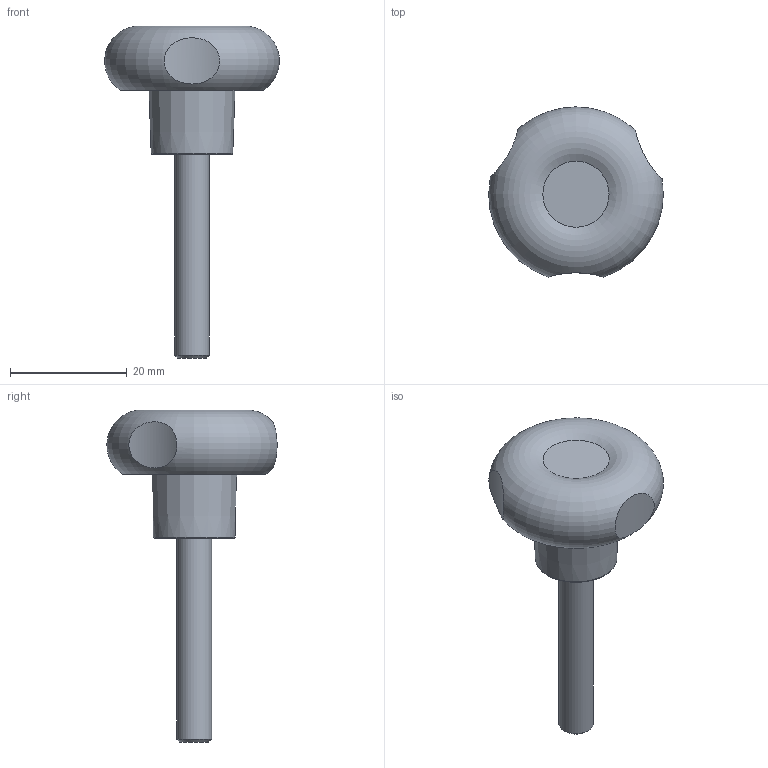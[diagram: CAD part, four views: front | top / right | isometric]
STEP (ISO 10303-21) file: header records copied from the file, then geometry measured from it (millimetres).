
FILE_DESCRIPTION( ( 'Unknown' ), '1' );
FILE_NAME( '6391710_VTPX30_M06x30.stp', 'Unknown', ( 'Unknown' ), ( 'Unknown' ), 'PSStep 11.0', 'Unknown', ' ' );
FILE_SCHEMA( ( 'AUTOMOTIVE_DESIGN { 1 0 10303 214 1 1 1 1 }' ) );
Length unit declared in the file: millimetre
Products named in the file (1): 6391710
Bounding box: 29.99 x 29.22 x 57 mm (x, y, z)
Volume: 8308.3 mm3; surface area: 3964.1 mm2
Topology: 1 solids, 2 shells, 45 faces, 105 edges, 69 vertices
Faces by surface type: plane 30, torus 6, cylinder 5, cone 4
Full cylindrical faces by diameter (mm): 6 x1, 11.05 x1
Entity records: 2033 total; most frequent: CARTESIAN_POINT 726, ORIENTED_EDGE 184, DIRECTION 178, EDGE_CURVE 92, AXIS2_PLACEMENT_3D 73, VERTEX_POINT 64, EDGE_LOOP 60, FACE_OUTER_BOUND 49
